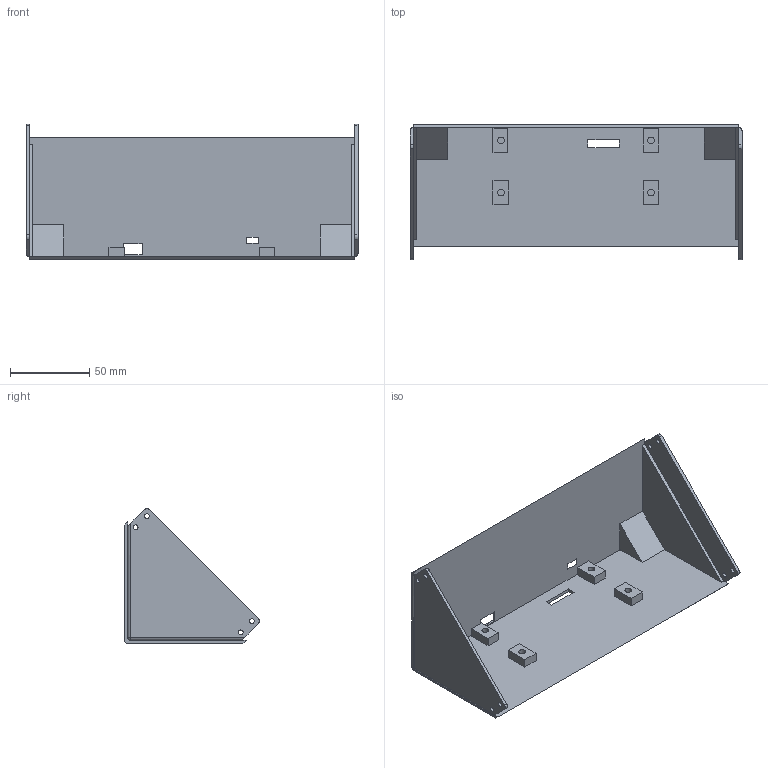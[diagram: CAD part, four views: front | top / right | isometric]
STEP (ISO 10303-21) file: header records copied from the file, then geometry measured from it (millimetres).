
FILE_DESCRIPTION(/* description */ (''),/* implementation_level */ '2;1');
FILE_NAME(/* name */ 'ESP32-A1S Case (Base) Bottom-Back.step',/* time_stamp */ '2025-10-19T00:08:43-04:00',/* author */ (''),/* organization */ (''),/* preprocessor_version */ 'ST-DEVELOPER v20.1',/* originating_system */ 'Autodesk Translation Framework v14.17.0.0',/* authorisation */ '');
FILE_SCHEMA (('AUTOMOTIVE_DESIGN { 1 0 10303 214 3 1 1 }'));
Length unit declared in the file: millimetre
Products named in the file (2): 2025-09-02-03-35-38-204; 2025-09-02-03-35-53-697
Assembly tree (1 placements, depth 2):
  2025-09-02-03-35-38-204
    2025-09-02-03-35-53-697
Bounding box: 210 x 85.43 x 85.43 mm (x, y, z)
Volume: 99207.4 mm3; surface area: 86197.8 mm2
Topology: 3 solids, 3 shells, 101 faces, 250 edges, 158 vertices
Faces by surface type: plane 76, cylinder 23, bspline 2
Full cylindrical faces by diameter (mm): 3 x8, 4.2 x4
Entity records: 3057 total; most frequent: CARTESIAN_POINT 528, DIRECTION 502, ORIENTED_EDGE 500, EDGE_CURVE 250, LINE 202, VECTOR 202, VERTEX_POINT 158, AXIS2_PLACEMENT_3D 150
